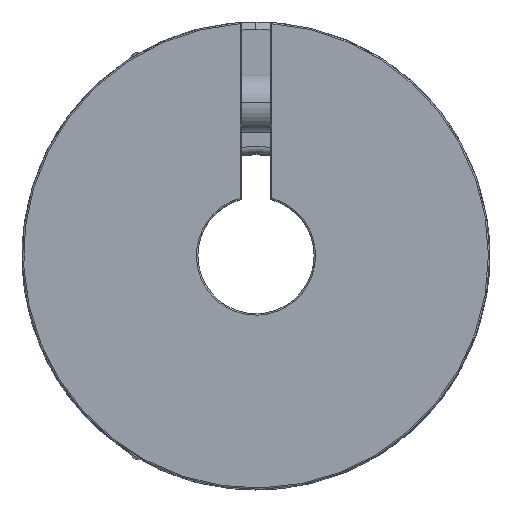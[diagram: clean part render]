
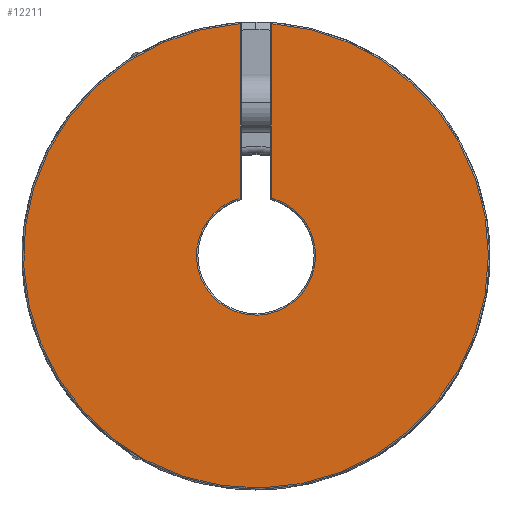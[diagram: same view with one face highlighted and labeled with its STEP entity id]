
A CAD part, top view. The second image highlights one B-rep face of the part: STEP entity #12211.
In plain terms, the highlighted face is planar.
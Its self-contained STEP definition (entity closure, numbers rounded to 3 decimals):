
#601=CIRCLE('',#12847,16.);
#624=CIRCLE('',#12876,4.1);
#628=CIRCLE('',#12889,16.);
#629=CIRCLE('',#12890,4.1);
#3115=VERTEX_POINT('',#34528);
#3130=VERTEX_POINT('',#35126);
#3133=VERTEX_POINT('',#35134);
#3138=VERTEX_POINT('',#35145);
#3150=VERTEX_POINT('',#35176);
#3152=VERTEX_POINT('',#35182);
#3754=VECTOR('',#14384,1.);
#3755=VECTOR('',#14387,1.);
#4175=LINE('',#35703,#3754);
#4176=LINE('',#35705,#3755);
#5698=EDGE_CURVE('',#3133,#3115,#601,.T.);
#5723=EDGE_CURVE('',#3138,#3152,#624,.F.);
#5744=EDGE_CURVE('',#3130,#3133,#628,.T.);
#5745=EDGE_CURVE('',#3150,#3130,#4175,.F.);
#5746=EDGE_CURVE('',#3152,#3150,#629,.F.);
#5747=EDGE_CURVE('',#3115,#3138,#4176,.F.);
#9086=ORIENTED_EDGE('',*,*,#5698,.F.);
#9087=ORIENTED_EDGE('',*,*,#5744,.F.);
#9088=ORIENTED_EDGE('',*,*,#5745,.F.);
#9089=ORIENTED_EDGE('',*,*,#5746,.F.);
#9090=ORIENTED_EDGE('',*,*,#5723,.F.);
#9091=ORIENTED_EDGE('',*,*,#5747,.F.);
#10679=EDGE_LOOP('',(#9086,#9087,#9088,#9089,#9090,#9091));
#11463=FACE_BOUND('',#10679,.T.);
#12211=ADVANCED_FACE('',(#11463),#46915,.F.);
#12847=AXIS2_PLACEMENT_3D('',#35135,#14291,#14292);
#12876=AXIS2_PLACEMENT_3D('',#35187,#14349,#14350);
#12888=AXIS2_PLACEMENT_3D('',#35701,#14381,$);
#12889=AXIS2_PLACEMENT_3D('',#35702,#14382,#14383);
#12890=AXIS2_PLACEMENT_3D('',#35704,#14385,#14386);
#14291=DIRECTION('',(0.,0.,1.));
#14292=DIRECTION('',(16.,0.,0.));
#14349=DIRECTION('',(0.,0.,1.));
#14350=DIRECTION('',(4.1,0.,0.));
#14381=DIRECTION('',(0.,0.,1.));
#14382=DIRECTION('',(0.,0.,1.));
#14383=DIRECTION('',(16.,0.,0.));
#14384=DIRECTION('',(0.,1.,0.));
#14385=DIRECTION('',(0.,0.,1.));
#14386=DIRECTION('',(4.1,0.,0.));
#14387=DIRECTION('',(0.,-1.,0.));
#34528=CARTESIAN_POINT('',(-1.1,-15.962,0.));
#35126=CARTESIAN_POINT('',(1.1,-15.962,0.));
#35134=CARTESIAN_POINT('',(16.,0.,0.));
#35135=CARTESIAN_POINT('',(0.,0.,0.));
#35145=CARTESIAN_POINT('',(-1.1,-3.95,0.));
#35176=CARTESIAN_POINT('',(1.1,-3.95,0.));
#35182=CARTESIAN_POINT('',(4.1,0.,0.));
#35187=CARTESIAN_POINT('',(0.,0.,0.));
#35701=CARTESIAN_POINT('',(0.,0.,0.));
#35702=CARTESIAN_POINT('',(0.,0.,0.));
#35703=CARTESIAN_POINT('',(1.1,-4.5,0.));
#35704=CARTESIAN_POINT('',(0.,0.,0.));
#35705=CARTESIAN_POINT('',(-1.1,-4.5,0.));
#46915=PLANE('',#12888);
